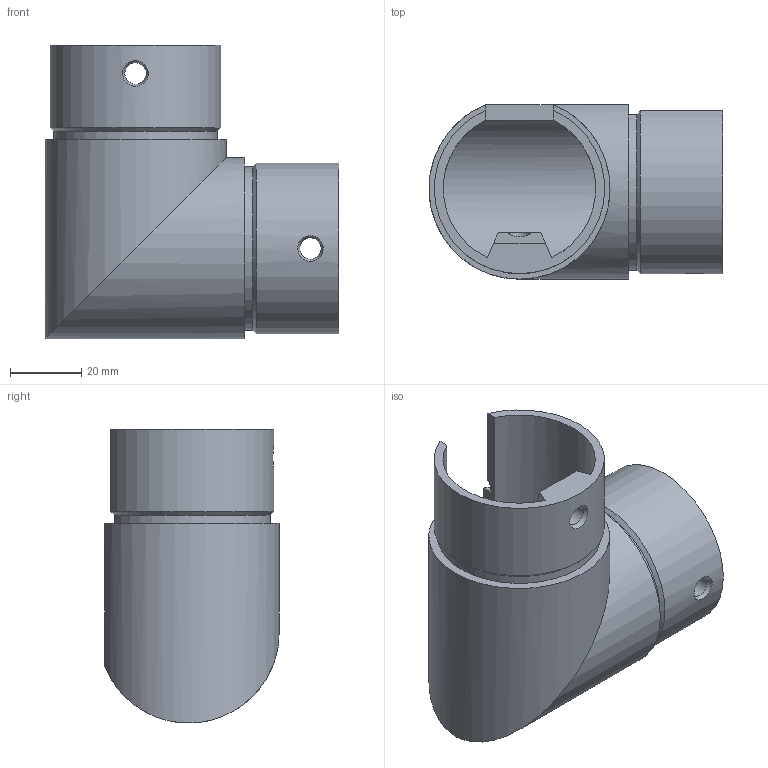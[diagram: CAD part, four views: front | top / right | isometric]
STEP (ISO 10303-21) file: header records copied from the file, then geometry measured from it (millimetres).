
FILE_DESCRIPTION(('STEP AP214'), '1');
FILE_NAME('àðò. KRT70', '2014-09-21T17:46:17', (''), (''), 'ASCON STEP Converter 1.3', 'ASCON Math Kernel', '');
FILE_SCHEMA(('AUTOMOTIVE_DESIGN { 1 0 10303 214 3 1 1}'));
Length unit declared in the file: millimetre
Products named in the file (1): àðò. KRT719
Bounding box: 82.5 x 48.96 x 82.5 mm (x, y, z)
Volume: 52845.2 mm3; surface area: 31841.5 mm2
Topology: 1 solids, 1 shells, 39 faces, 106 edges, 67 vertices
Faces by surface type: plane 25, cylinder 10, cone 2, bspline 2
Full cylindrical faces by diameter (mm): 6 x2
Entity records: 2085 total; most frequent: CARTESIAN_POINT 773, ORIENTED_EDGE 204, DIRECTION 185, EDGE_CURVE 102, LINE 71, VECTOR 71, VERTEX_POINT 67, AXIS2_PLACEMENT_3D 57
